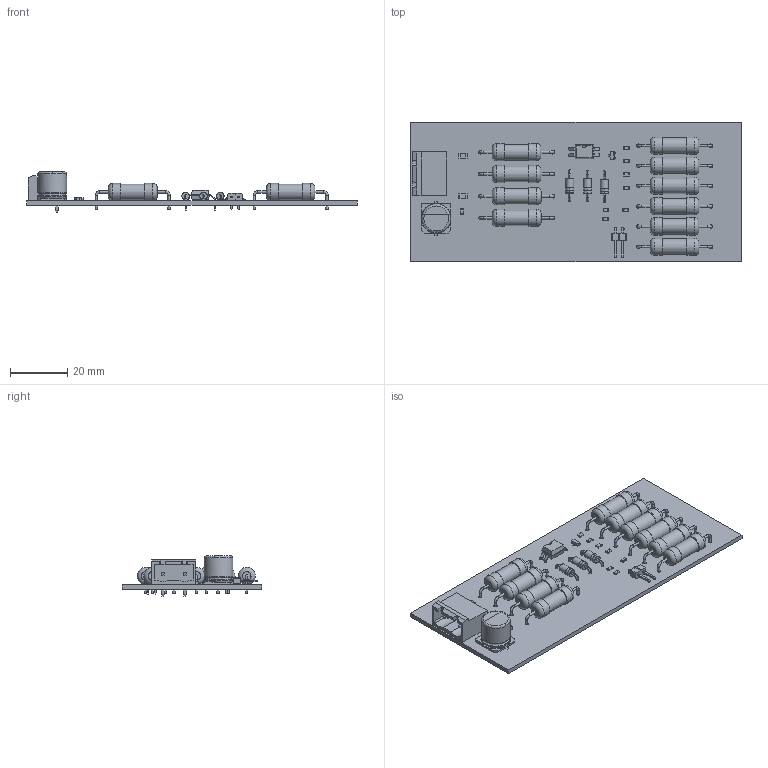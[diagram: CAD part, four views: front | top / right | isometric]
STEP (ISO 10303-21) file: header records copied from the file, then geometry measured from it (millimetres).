
FILE_DESCRIPTION(('KiCad electronic assembly'),'2;1');
FILE_NAME('AIL.step','2020-07-27T15:33:37',('An Author'),('A Company'), 'Open CASCADE STEP processor 6.9','KiCad to STEP converter','Unknown' );
FILE_SCHEMA(('AUTOMOTIVE_DESIGN { 1 0 10303 214 1 1 1 1 }'));
Length unit declared in the file: millimetre
Products named in the file (24): Open CASCADE STEP translator 6.9 1; C_0805_2012Metric; SOLID; CP_Elec_10x10; DO-41; FUSE_1206; PhoenixContact_GMSTBA_2,5_2-G-7,62_1x02_P7.62mm_Horizontal; SOT-23; R_Axial_DIN0617_L17.0mm_D6.0mm_P25.40mm_Horizontal; R_0805_2012Metric; DIP-4_W10.16mm; LED_SMD0805; COMPOUND; PinHeader_1x02_P2.54mm_Horizontal
Assembly tree (40 placements, depth 3):
  Open CASCADE STEP translator 6.9 1
    C_0805_2012Metric
      SOLID
    CP_Elec_10x10
      SOLID
    DO-41  x3
      SOLID
    FUSE_1206  x2
      SOLID
    PhoenixContact_GMSTBA_2,5_2-G-7,62_1x02_P7.62mm_Horizontal
      SOLID
    SOT-23
      SOLID
    R_Axial_DIN0617_L17.0mm_D6.0mm_P25.40mm_Horizontal  x10
      SOLID
    R_0805_2012Metric  x6
      SOLID
    DIP-4_W10.16mm
      SOLID
    LED_SMD0805
      COMPOUND
    PinHeader_1x02_P2.54mm_Horizontal
      SOLID
    COMPOUND
Bounding box: 115.47 x 48.62 x 14 mm (x, y, z)
Volume: 15063.2 mm3; surface area: 18247.6 mm2
Topology: 33 solids, 33 shells, 868 faces, 1966 edges, 1227 vertices
Faces by surface type: plane 521, cylinder 233, torus 68, bspline 45, revolution 1
Full cylindrical faces by diameter (mm): 0.8 x44, 1 x2, 1.2 x20, 1.4 x2, 5.4 x10, 6 x20, 10 x2
Entity records: 36566 total; most frequent: CARTESIAN_POINT 7483, DIRECTION 4687, LINE 3132, VECTOR 3132, ORIENTED_EDGE 2494, PCURVE 2494, DEFINITIONAL_REPRESENTATION 2494, EDGE_CURVE 1247
